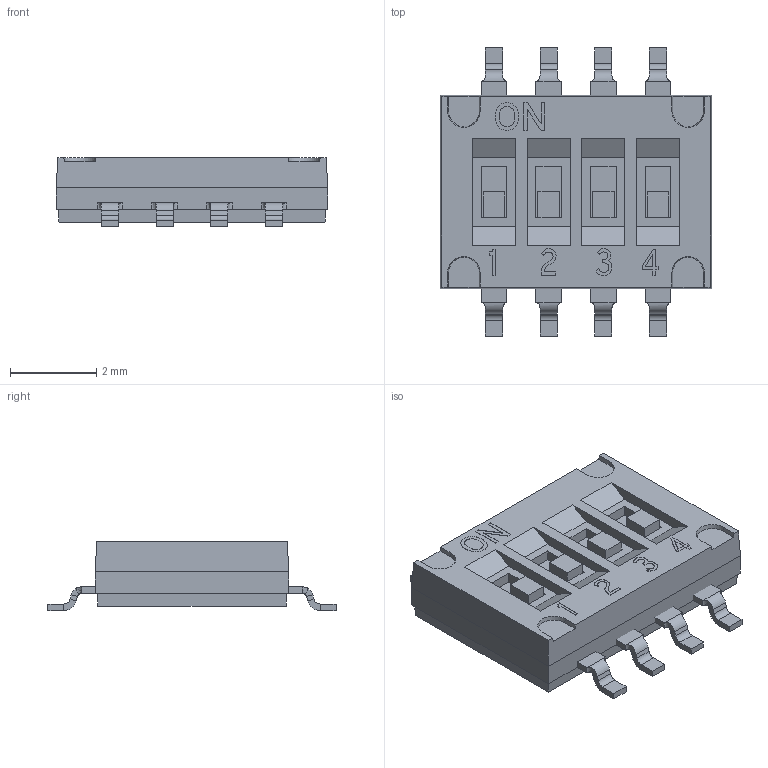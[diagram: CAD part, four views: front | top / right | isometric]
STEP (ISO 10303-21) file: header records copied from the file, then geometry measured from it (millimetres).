
FILE_DESCRIPTION(('STEP AP214'), '1');
FILE_NAME('DIP-DHN', '2020-06-15T11:10:58', ('AF'), (''), 'UNSPECIFIED', 'UNSPECIFIED', '');
FILE_SCHEMA(('AUTOMOTIVE_DESIGN { 1 0 10303 214 3 1 1}'));
Length unit declared in the file: millimetre
Assembly tree (8 placements, depth 2):
  (unnamed)
    (unnamed)  x4
    (unnamed)  x4
Bounding box: 6.31 x 6.7 x 1.6 mm (x, y, z)
Volume: 40.9 mm3; surface area: 139.4 mm2
Topology: 13 solids, 13 shells, 394 faces, 940 edges, 600 vertices
Faces by surface type: plane 315, cylinder 59, bspline 16, cone 4
Entity records: 8711 total; most frequent: CARTESIAN_POINT 1236, DIRECTION 1082, ORIENTED_EDGE 1072, EDGE_CURVE 536, LINE 482, VECTOR 482, VERTEX_POINT 344, AXIS2_PLACEMENT_3D 300
